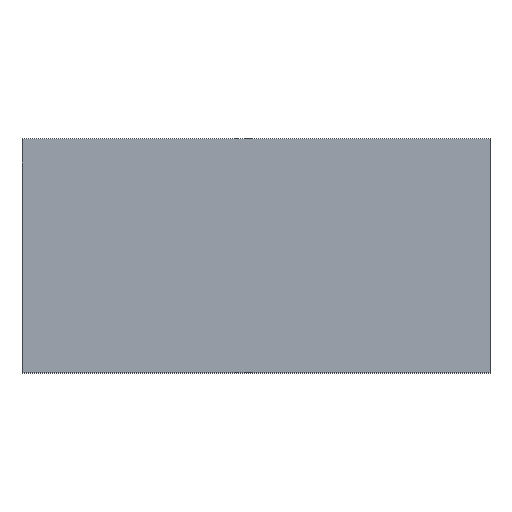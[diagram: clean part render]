
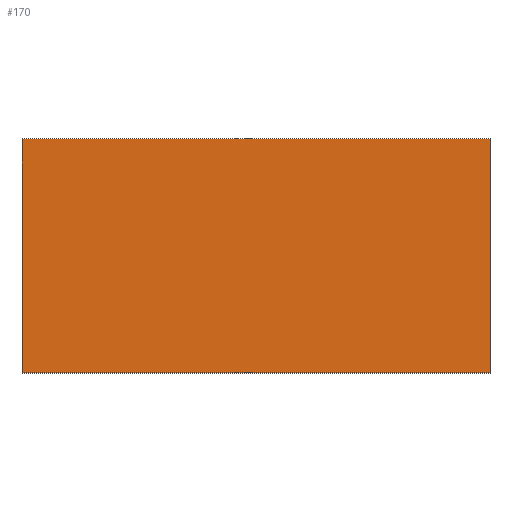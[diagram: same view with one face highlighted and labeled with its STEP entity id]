
A CAD part, top view. The second image highlights one B-rep face of the part: STEP entity #170.
In plain terms, the highlighted planar face has unit normal (0, 0, 1).
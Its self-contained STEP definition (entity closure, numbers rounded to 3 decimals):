
#14 = CARTESIAN_POINT ( 'NONE',  ( -1.6, -0.8, 0.787 ) ) ;
#18 = VECTOR ( 'NONE', #179, 1000. ) ;
#23 = AXIS2_PLACEMENT_3D ( 'NONE', #14, #108, #78 ) ;
#24 = ORIENTED_EDGE ( 'NONE', *, *, #86, .F. ) ;
#33 = CARTESIAN_POINT ( 'NONE',  ( -1.6, -0.8, 0.787 ) ) ;
#36 = DIRECTION ( 'NONE',  ( 1., 0., 0. ) ) ;
#49 = ORIENTED_EDGE ( 'NONE', *, *, #208, .F. ) ;
#58 = DIRECTION ( 'NONE',  ( -1., 0., 0. ) ) ;
#63 = VERTEX_POINT ( 'NONE', #67 ) ;
#67 = CARTESIAN_POINT ( 'NONE',  ( 1.6, 0.8, 0.787 ) ) ;
#73 = CARTESIAN_POINT ( 'NONE',  ( 1.6, -0.8, 0.787 ) ) ;
#78 = DIRECTION ( 'NONE',  ( 1., 0., 0. ) ) ;
#86 = EDGE_CURVE ( 'NONE', #140, #209, #157, .T. ) ;
#91 = CARTESIAN_POINT ( 'NONE',  ( 1.6, -0.8, 0.787 ) ) ;
#92 = LINE ( 'NONE', #91, #228 ) ;
#93 = CARTESIAN_POINT ( 'NONE',  ( 1.6, 0.8, 0.787 ) ) ;
#94 = VECTOR ( 'NONE', #36, 1000. ) ;
#108 = DIRECTION ( 'NONE',  ( 0., 0., 1. ) ) ;
#120 = VERTEX_POINT ( 'NONE', #73 ) ;
#127 = EDGE_CURVE ( 'NONE', #120, #140, #92, .T. ) ;
#128 = CARTESIAN_POINT ( 'NONE',  ( -1.6, 0.8, 0.787 ) ) ;
#135 = EDGE_CURVE ( 'NONE', #63, #120, #143, .T. ) ;
#136 = CARTESIAN_POINT ( 'NONE',  ( -1.6, -0.8, 0.787 ) ) ;
#140 = VERTEX_POINT ( 'NONE', #33 ) ;
#142 = FACE_OUTER_BOUND ( 'NONE', #167, .T. ) ;
#143 = LINE ( 'NONE', #93, #18 ) ;
#156 = ORIENTED_EDGE ( 'NONE', *, *, #127, .F. ) ;
#157 = LINE ( 'NONE', #136, #165 ) ;
#163 = PLANE ( 'NONE',  #23 ) ;
#165 = VECTOR ( 'NONE', #229, 1000. ) ;
#167 = EDGE_LOOP ( 'NONE', ( #156, #212, #49, #24 ) ) ;
#170 = ADVANCED_FACE ( 'NONE', ( #142 ), #163, .T. ) ;
#178 = CARTESIAN_POINT ( 'NONE',  ( -1.6, 0.8, 0.787 ) ) ;
#179 = DIRECTION ( 'NONE',  ( 0., -1., 0. ) ) ;
#208 = EDGE_CURVE ( 'NONE', #209, #63, #216, .T. ) ;
#209 = VERTEX_POINT ( 'NONE', #178 ) ;
#212 = ORIENTED_EDGE ( 'NONE', *, *, #135, .F. ) ;
#216 = LINE ( 'NONE', #128, #94 ) ;
#228 = VECTOR ( 'NONE', #58, 1000. ) ;
#229 = DIRECTION ( 'NONE',  ( 0., 1., 0. ) ) ;
